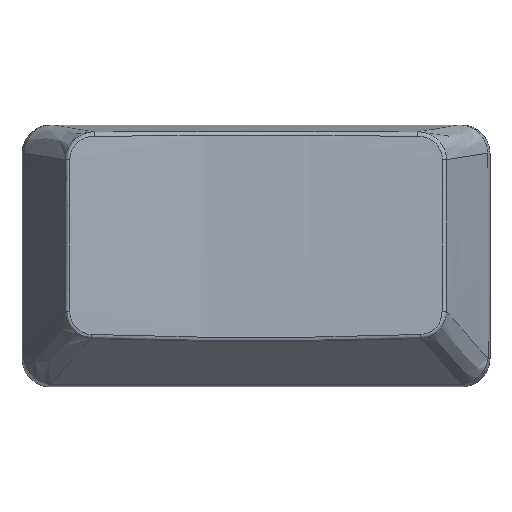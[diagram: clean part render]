
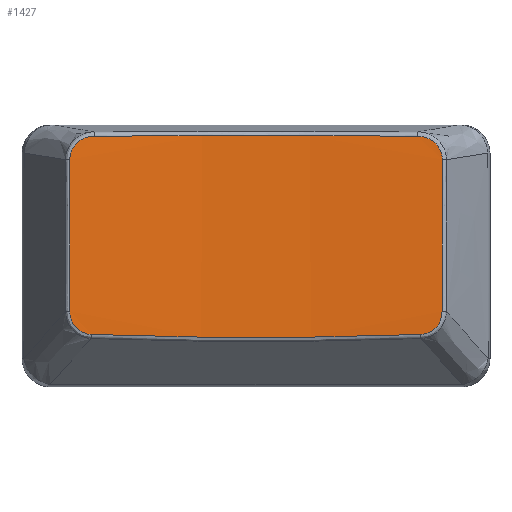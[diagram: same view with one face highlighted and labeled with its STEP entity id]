
A CAD part, top view. The second image highlights one B-rep face of the part: STEP entity #1427.
In plain terms, the highlighted free-form (B-spline) face has degree [1, 2] with [2, 3] control points.
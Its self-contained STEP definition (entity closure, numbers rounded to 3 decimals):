
#14=(
BOUNDED_SURFACE()
B_SPLINE_SURFACE(1,2,((#3681,#3682,#3683),(#3684,#3685,#3686)),
 .UNSPECIFIED.,.F.,.F.,.F.)
B_SPLINE_SURFACE_WITH_KNOTS((2,2),(3,3),(0.049,0.138),
(-1.652,-1.489),.UNSPECIFIED.)
GEOMETRIC_REPRESENTATION_ITEM()
RATIONAL_B_SPLINE_SURFACE(((1.,0.997,1.),(1.,0.997,
1.)))
REPRESENTATION_ITEM('')
SURFACE()
);
#189=B_SPLINE_CURVE_WITH_KNOTS('',3,(#3421,#3422,#3423,#3424),
 .UNSPECIFIED.,.F.,.F.,(4,4),(-1.054,0.),.UNSPECIFIED.);
#190=B_SPLINE_CURVE_WITH_KNOTS('',3,(#3458,#3459,#3460,#3461,#3462,#3463),
 .UNSPECIFIED.,.F.,.F.,(4,1,1,4),(0.,0.07,0.14,
0.244),.UNSPECIFIED.);
#191=B_SPLINE_CURVE_WITH_KNOTS('',3,(#3486,#3487,#3488,#3489),
 .UNSPECIFIED.,.F.,.F.,(4,4),(0.,2.287),.UNSPECIFIED.);
#193=B_SPLINE_CURVE_WITH_KNOTS('',3,(#3523,#3524,#3525,#3526,#3527),
 .UNSPECIFIED.,.F.,.F.,(4,1,4),(0.,0.14,0.244),
 .UNSPECIFIED.);
#194=B_SPLINE_CURVE_WITH_KNOTS('',3,(#3551,#3552,#3553,#3554),
 .UNSPECIFIED.,.F.,.F.,(4,4),(-1.054,0.),
 .UNSPECIFIED.);
#197=B_SPLINE_CURVE_WITH_KNOTS('',3,(#3592,#3593,#3594,#3595,#3596),
 .UNSPECIFIED.,.F.,.F.,(4,1,4),(0.,0.151,0.264),
 .UNSPECIFIED.);
#199=B_SPLINE_CURVE_WITH_KNOTS('',3,(#3623,#3624,#3625,#3626),
 .UNSPECIFIED.,.F.,.F.,(4,4),(0.,2.245),.UNSPECIFIED.);
#200=B_SPLINE_CURVE_WITH_KNOTS('',3,(#3652,#3653,#3654,#3655,#3656),
 .UNSPECIFIED.,.F.,.F.,(4,1,4),(0.,0.113,0.264),
 .UNSPECIFIED.);
#402=FACE_OUTER_BOUND('',#494,.T.);
#494=EDGE_LOOP('',(#1262,#1263,#1264,#1265,#1266,#1267,#1268,#1269));
#658=VERTEX_POINT('',#3418);
#659=VERTEX_POINT('',#3420);
#660=VERTEX_POINT('',#3456);
#661=VERTEX_POINT('',#3484);
#663=VERTEX_POINT('',#3521);
#665=VERTEX_POINT('',#3549);
#667=VERTEX_POINT('',#3590);
#668=VERTEX_POINT('',#3621);
#859=EDGE_CURVE('',#658,#659,#189,.T.);
#862=EDGE_CURVE('',#660,#658,#190,.T.);
#864=EDGE_CURVE('',#661,#660,#191,.T.);
#867=EDGE_CURVE('',#663,#661,#193,.T.);
#869=EDGE_CURVE('',#665,#663,#194,.T.);
#873=EDGE_CURVE('',#667,#665,#197,.T.);
#876=EDGE_CURVE('',#668,#667,#199,.T.);
#877=EDGE_CURVE('',#659,#668,#200,.T.);
#1262=ORIENTED_EDGE('',*,*,#859,.F.);
#1263=ORIENTED_EDGE('',*,*,#862,.F.);
#1264=ORIENTED_EDGE('',*,*,#864,.F.);
#1265=ORIENTED_EDGE('',*,*,#867,.F.);
#1266=ORIENTED_EDGE('',*,*,#869,.F.);
#1267=ORIENTED_EDGE('',*,*,#873,.F.);
#1268=ORIENTED_EDGE('',*,*,#876,.F.);
#1269=ORIENTED_EDGE('',*,*,#877,.F.);
#1427=ADVANCED_FACE('',(#402),#14,.T.);
#3418=CARTESIAN_POINT('',(-12.902,-3.852,6.744));
#3420=CARTESIAN_POINT('',(-12.911,6.678,6.192));
#3421=CARTESIAN_POINT('Ctrl Pts',(-12.902,-3.852,6.744));
#3422=CARTESIAN_POINT('Ctrl Pts',(-12.905,-0.342,
6.56));
#3423=CARTESIAN_POINT('Ctrl Pts',(-12.908,3.168,6.376));
#3424=CARTESIAN_POINT('Ctrl Pts',(-12.911,6.678,6.192));
#3456=CARTESIAN_POINT('',(-11.404,-5.455,6.714));
#3458=CARTESIAN_POINT('Ctrl Pts',(-11.404,-5.455,6.714));
#3459=CARTESIAN_POINT('Ctrl Pts',(-11.635,-5.447,6.73));
#3460=CARTESIAN_POINT('Ctrl Pts',(-12.096,-5.334,6.758));
#3461=CARTESIAN_POINT('Ctrl Pts',(-12.731,-4.788,6.779));
#3462=CARTESIAN_POINT('Ctrl Pts',(-12.902,-4.2,6.762));
#3463=CARTESIAN_POINT('Ctrl Pts',(-12.902,-3.852,6.744));
#3484=CARTESIAN_POINT('',(11.404,-5.455,6.714));
#3486=CARTESIAN_POINT('Ctrl Pts',(11.404,-5.455,6.714));
#3487=CARTESIAN_POINT('Ctrl Pts',(3.817,-5.725,6.186));
#3488=CARTESIAN_POINT('Ctrl Pts',(-3.817,-5.725,6.186));
#3489=CARTESIAN_POINT('Ctrl Pts',(-11.404,-5.455,6.714));
#3521=CARTESIAN_POINT('',(12.902,-3.852,6.744));
#3523=CARTESIAN_POINT('Ctrl Pts',(12.902,-3.852,6.744));
#3524=CARTESIAN_POINT('Ctrl Pts',(12.902,-4.317,6.768));
#3525=CARTESIAN_POINT('Ctrl Pts',(12.565,-5.143,6.783));
#3526=CARTESIAN_POINT('Ctrl Pts',(11.751,-5.443,6.738));
#3527=CARTESIAN_POINT('Ctrl Pts',(11.404,-5.455,6.714));
#3549=CARTESIAN_POINT('',(12.911,6.678,6.192));
#3551=CARTESIAN_POINT('Ctrl Pts',(12.911,6.678,6.192));
#3552=CARTESIAN_POINT('Ctrl Pts',(12.908,3.168,6.376));
#3553=CARTESIAN_POINT('Ctrl Pts',(12.905,-0.342,6.56));
#3554=CARTESIAN_POINT('Ctrl Pts',(12.902,-3.852,6.744));
#3590=CARTESIAN_POINT('',(11.196,8.298,5.978));
#3592=CARTESIAN_POINT('Ctrl Pts',(11.196,8.298,5.978));
#3593=CARTESIAN_POINT('Ctrl Pts',(11.696,8.295,6.013));
#3594=CARTESIAN_POINT('Ctrl Pts',(12.578,7.93,6.099));
#3595=CARTESIAN_POINT('Ctrl Pts',(12.912,7.054,6.173));
#3596=CARTESIAN_POINT('Ctrl Pts',(12.911,6.678,6.192));
#3621=CARTESIAN_POINT('',(-11.196,8.298,5.978));
#3623=CARTESIAN_POINT('Ctrl Pts',(-11.196,8.298,5.978));
#3624=CARTESIAN_POINT('Ctrl Pts',(-3.744,8.344,5.454));
#3625=CARTESIAN_POINT('Ctrl Pts',(3.744,8.344,5.454));
#3626=CARTESIAN_POINT('Ctrl Pts',(11.196,8.298,5.978));
#3652=CARTESIAN_POINT('Ctrl Pts',(-12.911,6.678,6.192));
#3653=CARTESIAN_POINT('Ctrl Pts',(-12.912,7.054,6.173));
#3654=CARTESIAN_POINT('Ctrl Pts',(-12.578,7.93,6.099));
#3655=CARTESIAN_POINT('Ctrl Pts',(-11.696,8.295,6.013));
#3656=CARTESIAN_POINT('Ctrl Pts',(-11.196,8.298,5.978));
#3681=CARTESIAN_POINT('Ctrl Pts',(12.911,-5.637,6.838));
#3682=CARTESIAN_POINT('Ctrl Pts',(0.,-5.692,
5.797));
#3683=CARTESIAN_POINT('Ctrl Pts',(-12.911,-5.637,6.838));
#3684=CARTESIAN_POINT('Ctrl Pts',(12.911,8.378,6.103));
#3685=CARTESIAN_POINT('Ctrl Pts',(0.,8.324,
5.062));
#3686=CARTESIAN_POINT('Ctrl Pts',(-12.911,8.378,6.103));
